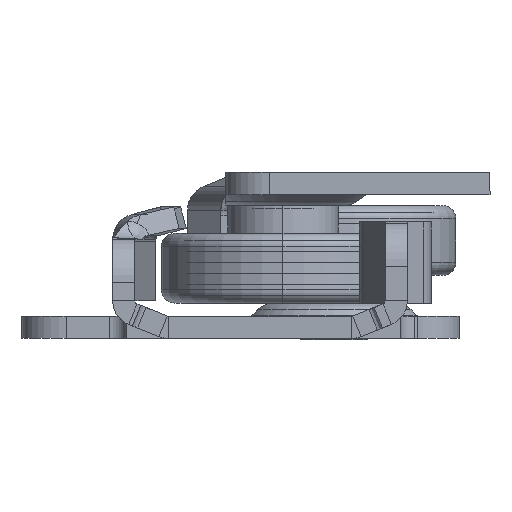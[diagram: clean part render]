
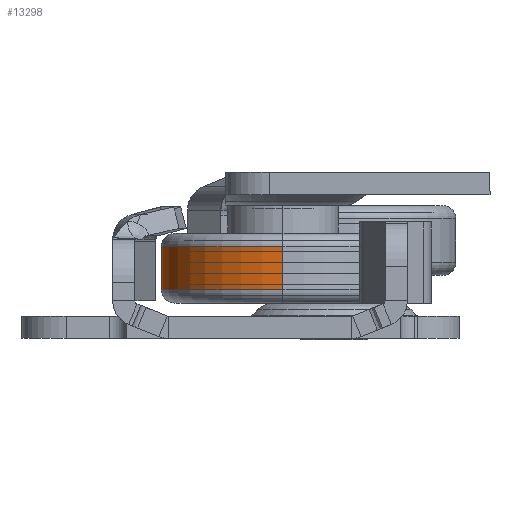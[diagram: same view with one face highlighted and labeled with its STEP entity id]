
A CAD part, left-side view. The second image highlights one B-rep face of the part: STEP entity #13298.
In plain terms, the highlighted cylindrical face has radius 11 mm (diameter 22 mm), a partial arc.
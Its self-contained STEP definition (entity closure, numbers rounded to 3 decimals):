
#846 = EDGE_CURVE ( 'NONE', #17749, #5445, #4997, .T. ) ;
#1763 = CARTESIAN_POINT ( 'NONE',  ( 5.1, 0., -11. ) ) ;
#2906 = FACE_OUTER_BOUND ( 'NONE', #20409, .T. ) ;
#3014 = DIRECTION ( 'NONE',  ( 0., 0., 1. ) ) ;
#3030 = ORIENTED_EDGE ( 'NONE', *, *, #846, .F. ) ;
#3175 = LINE ( 'NONE', #10196, #12093 ) ;
#4780 = EDGE_CURVE ( 'NONE', #9465, #17749, #3175, .T. ) ;
#4876 = DIRECTION ( 'NONE',  ( -1., 0., 0. ) ) ;
#4918 = VECTOR ( 'NONE', #15998, 1000. ) ;
#4943 = ORIENTED_EDGE ( 'NONE', *, *, #8471, .T. ) ;
#4997 = CIRCLE ( 'NONE', #20067, 11. ) ;
#5445 = VERTEX_POINT ( 'NONE', #8974 ) ;
#5741 = LINE ( 'NONE', #17834, #4918 ) ;
#6523 = DIRECTION ( 'NONE',  ( -1., 0., 0. ) ) ;
#8397 = DIRECTION ( 'NONE',  ( -1., 0., 0. ) ) ;
#8471 = EDGE_CURVE ( 'NONE', #22439, #5445, #5741, .T. ) ;
#8538 = CYLINDRICAL_SURFACE ( 'NONE', #11919, 11. ) ;
#8974 = CARTESIAN_POINT ( 'NONE',  ( 1.2, 0., 11. ) ) ;
#9465 = VERTEX_POINT ( 'NONE', #1763 ) ;
#9701 = EDGE_CURVE ( 'NONE', #9465, #22439, #14546, .T. ) ;
#10128 = CARTESIAN_POINT ( 'NONE',  ( 5.1, 0., 0. ) ) ;
#10196 = CARTESIAN_POINT ( 'NONE',  ( 0., 0., -11. ) ) ;
#10272 = CARTESIAN_POINT ( 'NONE',  ( 0., 0., 0. ) ) ;
#10342 = CARTESIAN_POINT ( 'NONE',  ( 1.2, 0., 0. ) ) ;
#11919 = AXIS2_PLACEMENT_3D ( 'NONE', #10272, #4876, #3014 ) ;
#12093 = VECTOR ( 'NONE', #6523, 1000. ) ;
#13298 = ADVANCED_FACE ( 'NONE', ( #2906 ), #8538, .T. ) ;
#14520 = DIRECTION ( 'NONE',  ( 0., 0., 1. ) ) ;
#14546 = CIRCLE ( 'NONE', #16026, 11. ) ;
#15053 = CARTESIAN_POINT ( 'NONE',  ( 5.1, 0., 11. ) ) ;
#15520 = ORIENTED_EDGE ( 'NONE', *, *, #4780, .F. ) ;
#15669 = DIRECTION ( 'NONE',  ( -1., 0., 0. ) ) ;
#15998 = DIRECTION ( 'NONE',  ( -1., 0., 0. ) ) ;
#16026 = AXIS2_PLACEMENT_3D ( 'NONE', #10128, #8397, #14520 ) ;
#17749 = VERTEX_POINT ( 'NONE', #22491 ) ;
#17834 = CARTESIAN_POINT ( 'NONE',  ( 0., 0., 11. ) ) ;
#19008 = ORIENTED_EDGE ( 'NONE', *, *, #9701, .T. ) ;
#20067 = AXIS2_PLACEMENT_3D ( 'NONE', #10342, #15669, #22704 ) ;
#20409 = EDGE_LOOP ( 'NONE', ( #15520, #19008, #4943, #3030 ) ) ;
#22439 = VERTEX_POINT ( 'NONE', #15053 ) ;
#22491 = CARTESIAN_POINT ( 'NONE',  ( 1.2, 0., -11. ) ) ;
#22704 = DIRECTION ( 'NONE',  ( 0., 0., 1. ) ) ;
